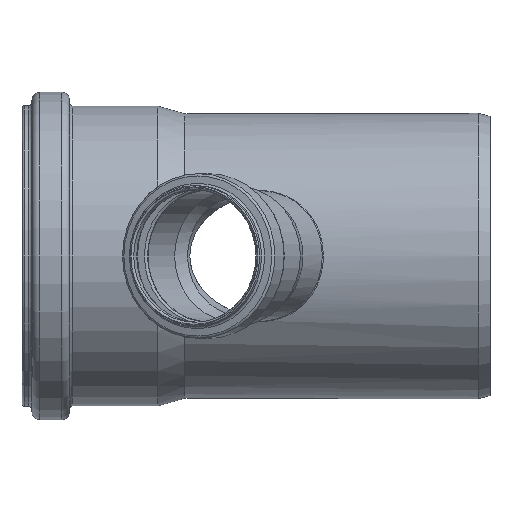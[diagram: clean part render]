
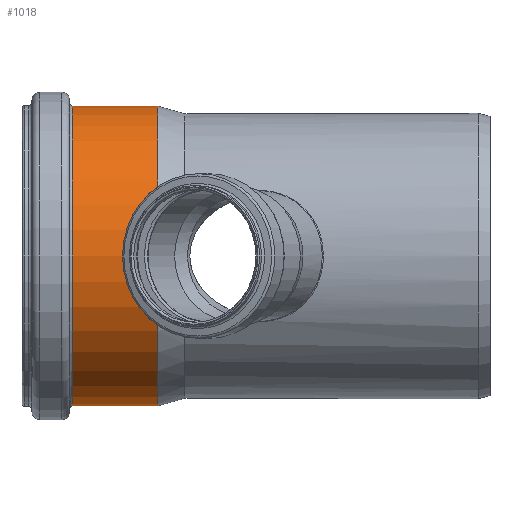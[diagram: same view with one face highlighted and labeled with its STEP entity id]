
A CAD part, left-side view. The second image highlights one B-rep face of the part: STEP entity #1018.
In plain terms, the highlighted cylindrical face has radius 57.85 mm (diameter 115.7 mm), a full revolution.
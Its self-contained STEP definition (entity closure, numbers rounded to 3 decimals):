
#72=CYLINDRICAL_SURFACE('',#1163,57.85);
#139=FACE_BOUND('',#475,.T.);
#167=CIRCLE('',#1052,57.85);
#222=CIRCLE('',#1164,57.85);
#327=FACE_OUTER_BOUND('',#474,.T.);
#474=EDGE_LOOP('',(#904));
#475=EDGE_LOOP('',(#905));
#556=VERTEX_POINT('',#2016);
#616=VERTEX_POINT('',#2530);
#657=EDGE_CURVE('',#556,#556,#167,.T.);
#720=EDGE_CURVE('',#616,#616,#222,.T.);
#904=ORIENTED_EDGE('',*,*,#720,.F.);
#905=ORIENTED_EDGE('',*,*,#657,.T.);
#1018=ADVANCED_FACE('',(#327,#139),#72,.T.);
#1052=AXIS2_PLACEMENT_3D('',#2017,#1228,#1229);
#1163=AXIS2_PLACEMENT_3D('',#2529,#1450,#1451);
#1164=AXIS2_PLACEMENT_3D('',#2531,#1452,#1453);
#1228=DIRECTION('center_axis',(0.,1.,0.));
#1229=DIRECTION('ref_axis',(1.,0.,0.));
#1450=DIRECTION('center_axis',(0.,1.,0.));
#1451=DIRECTION('ref_axis',(-1.,0.,0.));
#1452=DIRECTION('center_axis',(0.,1.,0.));
#1453=DIRECTION('ref_axis',(1.,0.,0.));
#2016=CARTESIAN_POINT('',(-57.85,128.084,0.));
#2017=CARTESIAN_POINT('Origin',(0.,128.084,0.));
#2529=CARTESIAN_POINT('Origin',(0.,144.564,0.));
#2530=CARTESIAN_POINT('',(-57.85,161.044,0.));
#2531=CARTESIAN_POINT('Origin',(0.,161.044,0.));
